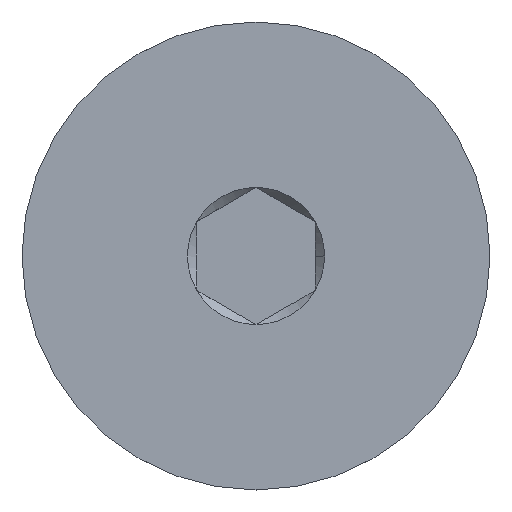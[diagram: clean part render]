
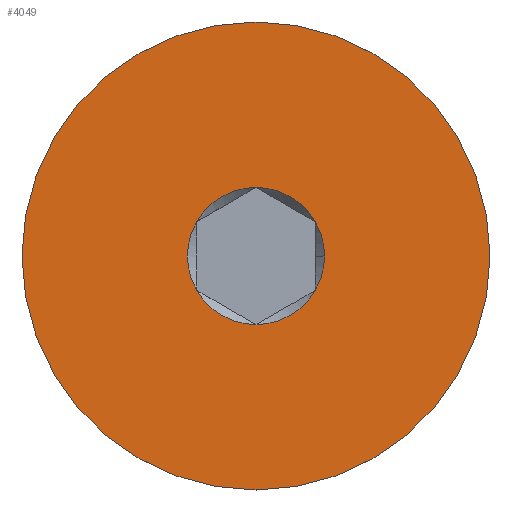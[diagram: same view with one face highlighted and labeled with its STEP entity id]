
A CAD part, top view. The second image highlights one B-rep face of the part: STEP entity #4049.
In plain terms, the highlighted planar face has unit normal (0, 0, 1).
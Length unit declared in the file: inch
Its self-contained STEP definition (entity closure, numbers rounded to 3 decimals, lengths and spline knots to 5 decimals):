
#27 = CARTESIAN_POINT ( 'NONE',  ( 0., -0.0985, 0.1875 ) ) ;
#34 = AXIS2_PLACEMENT_3D ( 'NONE', #3260, #3278, #1237 ) ;
#65 = VERTEX_POINT ( 'NONE', #1263 ) ;
#127 = VERTEX_POINT ( 'NONE', #3227 ) ;
#205 = AXIS2_PLACEMENT_3D ( 'NONE', #3365, #2049, #2064 ) ;
#225 = CARTESIAN_POINT ( 'NONE',  ( 0., 0., 0.1875 ) ) ;
#292 = AXIS2_PLACEMENT_3D ( 'NONE', #1721, #336, #3389 ) ;
#336 = DIRECTION ( 'NONE',  ( 0., 0., -1. ) ) ;
#461 = CARTESIAN_POINT ( 'NONE',  ( 0., 0., 0.1875 ) ) ;
#515 = DIRECTION ( 'NONE',  ( 1., 0., 0. ) ) ;
#549 = ORIENTED_EDGE ( 'NONE', *, *, #3120, .F. ) ;
#554 = ORIENTED_EDGE ( 'NONE', *, *, #2194, .F. ) ;
#577 = AXIS2_PLACEMENT_3D ( 'NONE', #2621, #1936, #3322 ) ;
#589 = VERTEX_POINT ( 'NONE', #3268 ) ;
#601 = CIRCLE ( 'NONE', #205, 0.02887 ) ;
#756 = DIRECTION ( 'NONE',  ( 0., 0., 1. ) ) ;
#850 = VERTEX_POINT ( 'NONE', #3037 ) ;
#866 = EDGE_LOOP ( 'NONE', ( #4061, #2008 ) ) ;
#969 = CIRCLE ( 'NONE', #292, 0.0985 ) ;
#1083 = VERTEX_POINT ( 'NONE', #3520 ) ;
#1192 = PLANE ( 'NONE',  #34 ) ;
#1210 = DIRECTION ( 'NONE',  ( 0., 0., 1. ) ) ;
#1237 = DIRECTION ( 'NONE',  ( 0., -1., 0. ) ) ;
#1263 = CARTESIAN_POINT ( 'NONE',  ( 0., -0.02887, 0.1875 ) ) ;
#1371 = EDGE_CURVE ( 'NONE', #3422, #3213, #2593, .T. ) ;
#1452 = EDGE_LOOP ( 'NONE', ( #1560, #549, #3995, #554, #3726, #2227, #1536 ) ) ;
#1501 = CIRCLE ( 'NONE', #4139, 0.02887 ) ;
#1536 = ORIENTED_EDGE ( 'NONE', *, *, #3180, .F. ) ;
#1560 = ORIENTED_EDGE ( 'NONE', *, *, #4097, .F. ) ;
#1566 = CARTESIAN_POINT ( 'NONE',  ( 0., 0., 0.1875 ) ) ;
#1568 = DIRECTION ( 'NONE',  ( 0., 1., 0. ) ) ;
#1689 = CARTESIAN_POINT ( 'NONE',  ( 0., 0., 0.1875 ) ) ;
#1721 = CARTESIAN_POINT ( 'NONE',  ( 0., 0., 0.1875 ) ) ;
#1731 = CARTESIAN_POINT ( 'NONE',  ( -0.025, -0.01443, 0.1875 ) ) ;
#1901 = DIRECTION ( 'NONE',  ( 1., 0., 0. ) ) ;
#1936 = DIRECTION ( 'NONE',  ( 0., 0., 1. ) ) ;
#1970 = CIRCLE ( 'NONE', #3692, 0.02887 ) ;
#1975 = CIRCLE ( 'NONE', #2101, 0.02887 ) ;
#2008 = ORIENTED_EDGE ( 'NONE', *, *, #3275, .F. ) ;
#2037 = DIRECTION ( 'NONE',  ( 0., 0., 1. ) ) ;
#2049 = DIRECTION ( 'NONE',  ( 0., 0., 1. ) ) ;
#2064 = DIRECTION ( 'NONE',  ( 1., 0., 0. ) ) ;
#2101 = AXIS2_PLACEMENT_3D ( 'NONE', #1689, #2037, #2722 ) ;
#2194 = EDGE_CURVE ( 'NONE', #65, #127, #2439, .T. ) ;
#2227 = ORIENTED_EDGE ( 'NONE', *, *, #3335, .F. ) ;
#2265 = CARTESIAN_POINT ( 'NONE',  ( 0., 0., 0.1875 ) ) ;
#2309 = VERTEX_POINT ( 'NONE', #1731 ) ;
#2439 = CIRCLE ( 'NONE', #3861, 0.02887 ) ;
#2487 = FACE_OUTER_BOUND ( 'NONE', #866, .T. ) ;
#2534 = CARTESIAN_POINT ( 'NONE',  ( 0., 0., 0.1875 ) ) ;
#2593 = CIRCLE ( 'NONE', #3057, 0.0985 ) ;
#2621 = CARTESIAN_POINT ( 'NONE',  ( 0., 0., 0.1875 ) ) ;
#2722 = DIRECTION ( 'NONE',  ( 1., 0., 0. ) ) ;
#2794 = CARTESIAN_POINT ( 'NONE',  ( 0., 0.0985, 0.1875 ) ) ;
#2810 = FACE_BOUND ( 'NONE', #1452, .T. ) ;
#2851 = EDGE_CURVE ( 'NONE', #127, #589, #1501, .T. ) ;
#2862 = DIRECTION ( 'NONE',  ( 0., 0., 1. ) ) ;
#2947 = EDGE_CURVE ( 'NONE', #2309, #65, #3116, .T. ) ;
#3037 = CARTESIAN_POINT ( 'NONE',  ( 0.025, 0.01443, 0.1875 ) ) ;
#3046 = AXIS2_PLACEMENT_3D ( 'NONE', #1566, #2862, #1901 ) ;
#3057 = AXIS2_PLACEMENT_3D ( 'NONE', #2265, #4320, #1568 ) ;
#3116 = CIRCLE ( 'NONE', #3046, 0.02887 ) ;
#3120 = EDGE_CURVE ( 'NONE', #589, #850, #3179, .T. ) ;
#3179 = CIRCLE ( 'NONE', #577, 0.02887 ) ;
#3180 = EDGE_CURVE ( 'NONE', #3297, #1083, #601, .T. ) ;
#3213 = VERTEX_POINT ( 'NONE', #27 ) ;
#3227 = CARTESIAN_POINT ( 'NONE',  ( 0.025, -0.01443, 0.1875 ) ) ;
#3260 = CARTESIAN_POINT ( 'NONE',  ( 0., 0., 0.1875 ) ) ;
#3268 = CARTESIAN_POINT ( 'NONE',  ( 0.02887, 0., 0.1875 ) ) ;
#3275 = EDGE_CURVE ( 'NONE', #3213, #3422, #969, .T. ) ;
#3278 = DIRECTION ( 'NONE',  ( 0., 0., 1. ) ) ;
#3297 = VERTEX_POINT ( 'NONE', #4386 ) ;
#3322 = DIRECTION ( 'NONE',  ( 1., 0., 0. ) ) ;
#3335 = EDGE_CURVE ( 'NONE', #1083, #2309, #1975, .T. ) ;
#3365 = CARTESIAN_POINT ( 'NONE',  ( 0., 0., 0.1875 ) ) ;
#3389 = DIRECTION ( 'NONE',  ( 0., 1., 0. ) ) ;
#3422 = VERTEX_POINT ( 'NONE', #2794 ) ;
#3520 = CARTESIAN_POINT ( 'NONE',  ( -0.025, 0.01443, 0.1875 ) ) ;
#3549 = DIRECTION ( 'NONE',  ( 0., 0., 1. ) ) ;
#3585 = DIRECTION ( 'NONE',  ( 1., 0., 0. ) ) ;
#3692 = AXIS2_PLACEMENT_3D ( 'NONE', #461, #756, #4125 ) ;
#3726 = ORIENTED_EDGE ( 'NONE', *, *, #2947, .F. ) ;
#3861 = AXIS2_PLACEMENT_3D ( 'NONE', #225, #1210, #3585 ) ;
#3995 = ORIENTED_EDGE ( 'NONE', *, *, #2851, .F. ) ;
#4049 = ADVANCED_FACE ( 'NONE', ( #2810, #2487 ), #1192, .T. ) ;
#4061 = ORIENTED_EDGE ( 'NONE', *, *, #1371, .F. ) ;
#4097 = EDGE_CURVE ( 'NONE', #850, #3297, #1970, .T. ) ;
#4125 = DIRECTION ( 'NONE',  ( 1., 0., 0. ) ) ;
#4139 = AXIS2_PLACEMENT_3D ( 'NONE', #2534, #3549, #515 ) ;
#4320 = DIRECTION ( 'NONE',  ( 0., 0., -1. ) ) ;
#4386 = CARTESIAN_POINT ( 'NONE',  ( 0., 0.02887, 0.1875 ) ) ;
